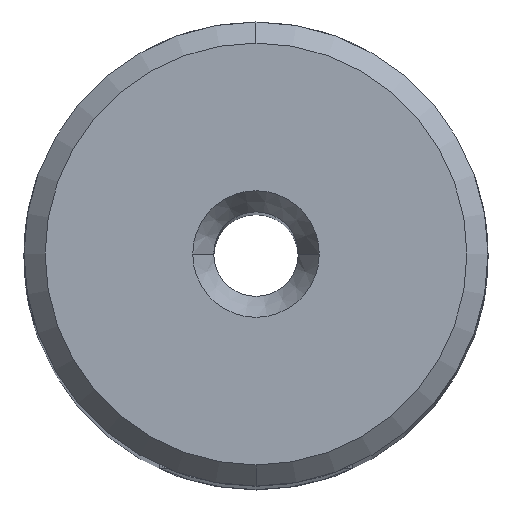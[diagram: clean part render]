
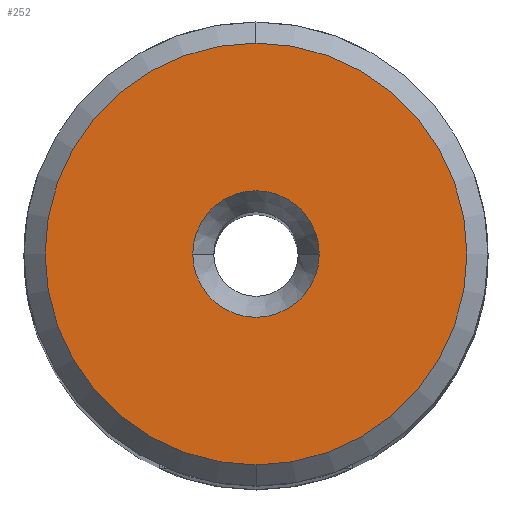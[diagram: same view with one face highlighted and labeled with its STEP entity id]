
A CAD part, top view. The second image highlights one B-rep face of the part: STEP entity #252.
In plain terms, the highlighted planar face has unit normal (0, 0, 1).
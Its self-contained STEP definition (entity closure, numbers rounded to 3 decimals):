
#33=PLANE('',#965);
#67=FACE_BOUND('',#352,.T.);
#68=FACE_BOUND('',#353,.T.);
#252=ADVANCED_FACE('',(#67,#68),#33,.T.);
#352=EDGE_LOOP('',(#540,#541));
#353=EDGE_LOOP('',(#542,#543));
#540=ORIENTED_EDGE('',*,*,#822,.T.);
#541=ORIENTED_EDGE('',*,*,#735,.T.);
#542=ORIENTED_EDGE('',*,*,#823,.F.);
#543=ORIENTED_EDGE('',*,*,#742,.F.);
#653=VERTEX_POINT('',#1376);
#654=VERTEX_POINT('',#1377);
#660=VERTEX_POINT('',#1390);
#661=VERTEX_POINT('',#1392);
#735=EDGE_CURVE('',#653,#654,#847,.T.);
#742=EDGE_CURVE('',#660,#661,#851,.T.);
#822=EDGE_CURVE('',#654,#653,#873,.T.);
#823=EDGE_CURVE('',#661,#660,#874,.T.);
#847=CIRCLE('',#918,10.);
#851=CIRCLE('',#923,3.);
#873=CIRCLE('',#963,10.);
#874=CIRCLE('',#964,3.);
#918=AXIS2_PLACEMENT_3D('',#1375,#1047,#1048);
#923=AXIS2_PLACEMENT_3D('',#1391,#1060,#1061);
#963=AXIS2_PLACEMENT_3D('',#1834,#1170,#1171);
#964=AXIS2_PLACEMENT_3D('',#1835,#1172,#1173);
#965=AXIS2_PLACEMENT_3D('',#1836,#1174,#1175);
#1047=DIRECTION('',(0.,0.,1.));
#1048=DIRECTION('',(0.,1.,0.));
#1060=DIRECTION('',(0.,0.,1.));
#1061=DIRECTION('',(1.,0.,0.));
#1170=DIRECTION('',(0.,0.,1.));
#1171=DIRECTION('',(0.,1.,0.));
#1172=DIRECTION('',(0.,0.,1.));
#1173=DIRECTION('',(1.,0.,0.));
#1174=DIRECTION('',(0.,0.,1.));
#1175=DIRECTION('',(-1.,0.,0.));
#1375=CARTESIAN_POINT('',(0.,0.,0.));
#1376=CARTESIAN_POINT('',(0.,10.,0.));
#1377=CARTESIAN_POINT('',(0.,-10.,0.));
#1390=CARTESIAN_POINT('',(-3.,0.,0.));
#1391=CARTESIAN_POINT('',(0.,0.,0.));
#1392=CARTESIAN_POINT('',(3.,0.,0.));
#1834=CARTESIAN_POINT('',(0.,0.,0.));
#1835=CARTESIAN_POINT('',(0.,0.,0.));
#1836=CARTESIAN_POINT('',(0.,11.,0.));
